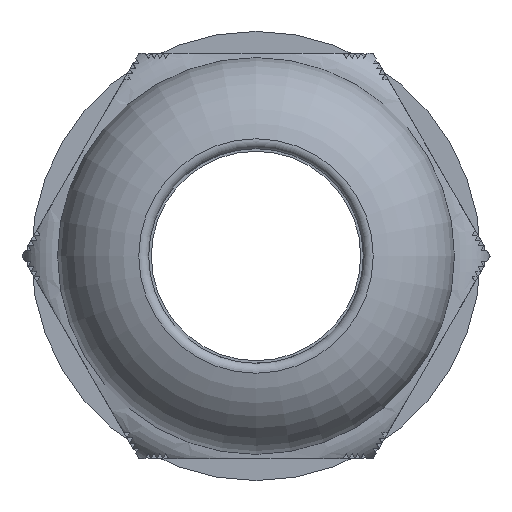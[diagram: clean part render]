
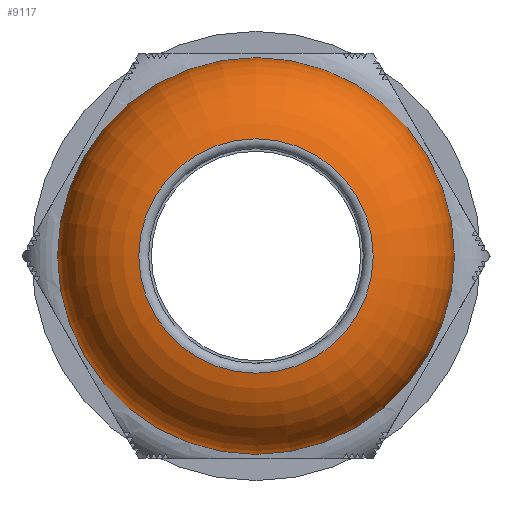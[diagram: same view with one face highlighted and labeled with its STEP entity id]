
A CAD part, left-side view. The second image highlights one B-rep face of the part: STEP entity #9117.
In plain terms, the highlighted toroidal (fillet/blend) face has major radius 5.95 mm and minor radius 5.8 mm.
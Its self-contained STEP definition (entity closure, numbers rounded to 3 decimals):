
#147=FACE_BOUND('',#1940,.T.);
#180=TOROIDAL_SURFACE('',#10285,5.95,5.8);
#1411=FACE_OUTER_BOUND('',#1939,.T.);
#1939=EDGE_LOOP('',(#8576));
#1940=EDGE_LOOP('',(#8577));
#3560=CIRCLE('',#10284,6.94);
#3561=CIRCLE('',#10286,11.75);
#4477=VERTEX_POINT('',#19951);
#4478=VERTEX_POINT('',#19954);
#5844=EDGE_CURVE('',#4477,#4477,#3560,.T.);
#5845=EDGE_CURVE('',#4478,#4478,#3561,.T.);
#8576=ORIENTED_EDGE('',*,*,#5844,.F.);
#8577=ORIENTED_EDGE('',*,*,#5845,.T.);
#9117=ADVANCED_FACE('',(#1411,#147),#180,.T.);
#10284=AXIS2_PLACEMENT_3D('',#19952,#13108,#13109);
#10285=AXIS2_PLACEMENT_3D('',#19953,#13110,#13111);
#10286=AXIS2_PLACEMENT_3D('',#19955,#13112,#13113);
#13108=DIRECTION('center_axis',(0.,0.,1.));
#13109=DIRECTION('ref_axis',(1.,0.,0.));
#13110=DIRECTION('center_axis',(0.,0.,-1.));
#13111=DIRECTION('ref_axis',(1.,0.,0.));
#13112=DIRECTION('center_axis',(0.,0.,1.));
#13113=DIRECTION('ref_axis',(1.,0.,0.));
#19951=CARTESIAN_POINT('',(-6.94,0.,5.729));
#19952=CARTESIAN_POINT('Origin',(0.,0.,5.729));
#19953=CARTESIAN_POINT('Origin',(0.,0.,0.014));
#19954=CARTESIAN_POINT('',(-11.75,0.,0.014));
#19955=CARTESIAN_POINT('Origin',(0.,0.,0.014));
